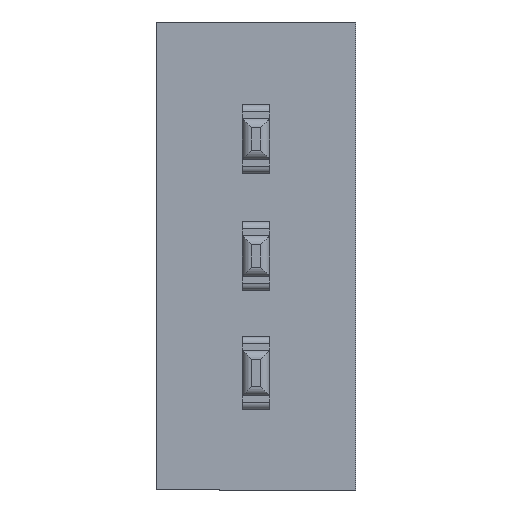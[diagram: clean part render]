
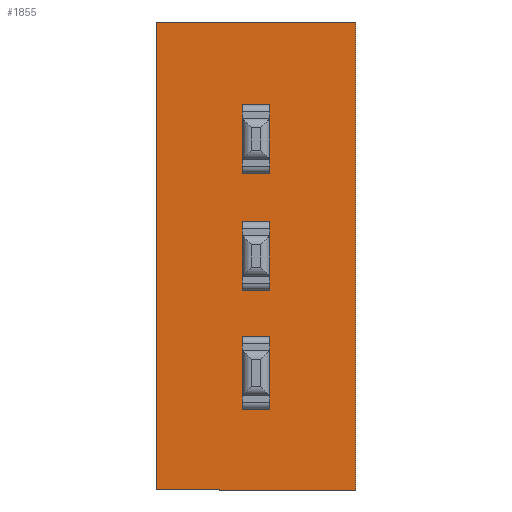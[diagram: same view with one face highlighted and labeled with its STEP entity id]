
A CAD part, front view. The second image highlights one B-rep face of the part: STEP entity #1855.
In plain terms, the highlighted planar face has unit normal (0, -1, 0).
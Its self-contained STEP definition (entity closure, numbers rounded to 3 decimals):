
#59=FACE_BOUND('',#607,.T.);
#60=FACE_BOUND('',#608,.T.);
#61=FACE_BOUND('',#609,.T.);
#65=LINE('',#2766,#264);
#127=LINE('',#3675,#326);
#128=LINE('',#3677,#327);
#129=LINE('',#3679,#328);
#130=LINE('',#3681,#329);
#131=LINE('',#3683,#330);
#132=LINE('',#3685,#331);
#133=LINE('',#3686,#332);
#134=LINE('',#3688,#333);
#135=LINE('',#3689,#334);
#136=LINE('',#3692,#335);
#137=LINE('',#3694,#336);
#138=LINE('',#3696,#337);
#139=LINE('',#3697,#338);
#140=LINE('',#3700,#339);
#141=LINE('',#3702,#340);
#142=LINE('',#3704,#341);
#143=LINE('',#3705,#342);
#144=LINE('',#3708,#343);
#145=LINE('',#3710,#344);
#146=LINE('',#3712,#345);
#147=LINE('',#3713,#346);
#264=VECTOR('',#2085,10.3);
#326=VECTOR('',#2181,1.393);
#327=VECTOR('',#2182,10.283);
#328=VECTOR('',#2183,0.003);
#329=VECTOR('',#2184,0.003);
#330=VECTOR('',#2185,1.39);
#331=VECTOR('',#2186,0.008);
#332=VECTOR('',#2187,3.);
#333=VECTOR('',#2188,3.);
#334=VECTOR('',#2189,0.007);
#335=VECTOR('',#2190,1.5);
#336=VECTOR('',#2191,0.6);
#337=VECTOR('',#2192,1.5);
#338=VECTOR('',#2193,0.6);
#339=VECTOR('',#2194,1.6);
#340=VECTOR('',#2195,0.6);
#341=VECTOR('',#2196,1.6);
#342=VECTOR('',#2197,0.6);
#343=VECTOR('',#2198,1.5);
#344=VECTOR('',#2199,0.6);
#345=VECTOR('',#2200,1.5);
#346=VECTOR('',#2201,0.6);
#509=FACE_OUTER_BOUND('',#606,.T.);
#606=EDGE_LOOP('',(#1297,#1298,#1299,#1300,#1301,#1302,#1303,#1304,#1305,
#1306));
#607=EDGE_LOOP('',(#1307,#1308,#1309,#1310));
#608=EDGE_LOOP('',(#1311,#1312,#1313,#1314));
#609=EDGE_LOOP('',(#1315,#1316,#1317,#1318));
#714=VERTEX_POINT('',#2763);
#715=VERTEX_POINT('',#2765);
#795=VERTEX_POINT('',#3673);
#796=VERTEX_POINT('',#3674);
#797=VERTEX_POINT('',#3676);
#798=VERTEX_POINT('',#3678);
#799=VERTEX_POINT('',#3680);
#800=VERTEX_POINT('',#3682);
#801=VERTEX_POINT('',#3684);
#802=VERTEX_POINT('',#3687);
#803=VERTEX_POINT('',#3690);
#804=VERTEX_POINT('',#3691);
#805=VERTEX_POINT('',#3693);
#806=VERTEX_POINT('',#3695);
#807=VERTEX_POINT('',#3698);
#808=VERTEX_POINT('',#3699);
#809=VERTEX_POINT('',#3701);
#810=VERTEX_POINT('',#3703);
#811=VERTEX_POINT('',#3706);
#812=VERTEX_POINT('',#3707);
#813=VERTEX_POINT('',#3709);
#814=VERTEX_POINT('',#3711);
#903=EDGE_CURVE('',#714,#715,#65,.T.);
#985=EDGE_CURVE('',#795,#796,#127,.T.);
#986=EDGE_CURVE('',#797,#795,#128,.T.);
#987=EDGE_CURVE('',#797,#798,#129,.T.);
#988=EDGE_CURVE('',#798,#799,#130,.T.);
#989=EDGE_CURVE('',#800,#799,#131,.T.);
#990=EDGE_CURVE('',#801,#800,#132,.T.);
#991=EDGE_CURVE('',#715,#801,#133,.T.);
#992=EDGE_CURVE('',#802,#714,#134,.T.);
#993=EDGE_CURVE('',#802,#796,#135,.T.);
#994=EDGE_CURVE('',#803,#804,#136,.T.);
#995=EDGE_CURVE('',#805,#803,#137,.T.);
#996=EDGE_CURVE('',#806,#805,#138,.T.);
#997=EDGE_CURVE('',#804,#806,#139,.T.);
#998=EDGE_CURVE('',#807,#808,#140,.T.);
#999=EDGE_CURVE('',#809,#807,#141,.T.);
#1000=EDGE_CURVE('',#810,#809,#142,.T.);
#1001=EDGE_CURVE('',#808,#810,#143,.T.);
#1002=EDGE_CURVE('',#811,#812,#144,.T.);
#1003=EDGE_CURVE('',#813,#811,#145,.T.);
#1004=EDGE_CURVE('',#814,#813,#146,.T.);
#1005=EDGE_CURVE('',#812,#814,#147,.T.);
#1297=ORIENTED_EDGE('',*,*,#985,.F.);
#1298=ORIENTED_EDGE('',*,*,#986,.F.);
#1299=ORIENTED_EDGE('',*,*,#987,.T.);
#1300=ORIENTED_EDGE('',*,*,#988,.T.);
#1301=ORIENTED_EDGE('',*,*,#989,.F.);
#1302=ORIENTED_EDGE('',*,*,#990,.F.);
#1303=ORIENTED_EDGE('',*,*,#991,.F.);
#1304=ORIENTED_EDGE('',*,*,#903,.F.);
#1305=ORIENTED_EDGE('',*,*,#992,.F.);
#1306=ORIENTED_EDGE('',*,*,#993,.T.);
#1307=ORIENTED_EDGE('',*,*,#994,.F.);
#1308=ORIENTED_EDGE('',*,*,#995,.F.);
#1309=ORIENTED_EDGE('',*,*,#996,.F.);
#1310=ORIENTED_EDGE('',*,*,#997,.F.);
#1311=ORIENTED_EDGE('',*,*,#998,.F.);
#1312=ORIENTED_EDGE('',*,*,#999,.F.);
#1313=ORIENTED_EDGE('',*,*,#1000,.F.);
#1314=ORIENTED_EDGE('',*,*,#1001,.F.);
#1315=ORIENTED_EDGE('',*,*,#1002,.F.);
#1316=ORIENTED_EDGE('',*,*,#1003,.F.);
#1317=ORIENTED_EDGE('',*,*,#1004,.F.);
#1318=ORIENTED_EDGE('',*,*,#1005,.F.);
#1705=PLANE('',#1962);
#1855=ADVANCED_FACE('',(#509,#59,#60,#61),#1705,.F.);
#1962=AXIS2_PLACEMENT_3D('',#3672,#2179,#2180);
#2085=DIRECTION('',(0.,0.,-1.));
#2179=DIRECTION('center_axis',(0.,1.,0.));
#2180=DIRECTION('ref_axis',(0.,0.,1.));
#2181=DIRECTION('',(1.,0.,0.));
#2182=DIRECTION('',(0.,0.,1.));
#2183=DIRECTION('',(1.,0.,0.));
#2184=DIRECTION('',(0.,0.,-1.));
#2185=DIRECTION('',(-1.,0.,0.));
#2186=DIRECTION('',(0.,0.,1.));
#2187=DIRECTION('',(-1.,0.,0.));
#2188=DIRECTION('',(1.,0.,0.));
#2189=DIRECTION('',(0.,0.,-1.));
#2190=DIRECTION('',(0.,0.,-1.));
#2191=DIRECTION('',(-1.,0.,0.));
#2192=DIRECTION('',(0.,0.,1.));
#2193=DIRECTION('',(1.,0.,0.));
#2194=DIRECTION('',(0.,0.,-1.));
#2195=DIRECTION('',(-1.,0.,0.));
#2196=DIRECTION('',(0.,0.,1.));
#2197=DIRECTION('',(1.,0.,0.));
#2198=DIRECTION('',(0.,0.,-1.));
#2199=DIRECTION('',(-1.,0.,0.));
#2200=DIRECTION('',(0.,0.,1.));
#2201=DIRECTION('',(1.,0.,0.));
#2763=CARTESIAN_POINT('',(4.39,-7.6,5.15));
#2765=CARTESIAN_POINT('',(4.39,-7.6,-5.15));
#2766=CARTESIAN_POINT('',(4.39,-7.6,5.15));
#3672=CARTESIAN_POINT('Origin',(1.39,-7.6,5.14));
#3673=CARTESIAN_POINT('',(-0.003,-7.6,5.143));
#3674=CARTESIAN_POINT('',(1.39,-7.6,5.143));
#3675=CARTESIAN_POINT('',(-0.002,-7.6,5.143));
#3676=CARTESIAN_POINT('',(-0.003,-7.6,-5.14));
#3677=CARTESIAN_POINT('',(-0.003,-7.6,-5.14));
#3678=CARTESIAN_POINT('',(0.,-7.6,-5.14));
#3679=CARTESIAN_POINT('',(-0.003,-7.6,-5.14));
#3680=CARTESIAN_POINT('',(0.,-7.6,-5.143));
#3681=CARTESIAN_POINT('',(0.,-7.6,-5.14));
#3682=CARTESIAN_POINT('',(1.39,-7.6,-5.143));
#3683=CARTESIAN_POINT('',(1.39,-7.6,-5.143));
#3684=CARTESIAN_POINT('',(1.39,-7.6,-5.15));
#3685=CARTESIAN_POINT('',(1.39,-7.6,-5.15));
#3686=CARTESIAN_POINT('',(4.39,-7.6,-5.15));
#3687=CARTESIAN_POINT('',(1.39,-7.6,5.15));
#3688=CARTESIAN_POINT('',(1.39,-7.6,5.15));
#3689=CARTESIAN_POINT('',(1.39,-7.6,5.15));
#3690=CARTESIAN_POINT('',(1.895,-7.6,0.75));
#3691=CARTESIAN_POINT('',(1.895,-7.6,-0.75));
#3692=CARTESIAN_POINT('',(1.895,-7.6,0.75));
#3693=CARTESIAN_POINT('',(2.495,-7.6,0.75));
#3694=CARTESIAN_POINT('',(2.495,-7.6,0.75));
#3695=CARTESIAN_POINT('',(2.495,-7.6,-0.75));
#3696=CARTESIAN_POINT('',(2.495,-7.6,-0.75));
#3697=CARTESIAN_POINT('',(1.895,-7.6,-0.75));
#3698=CARTESIAN_POINT('',(1.895,-7.6,-1.775));
#3699=CARTESIAN_POINT('',(1.895,-7.6,-3.375));
#3700=CARTESIAN_POINT('',(1.895,-7.6,-1.775));
#3701=CARTESIAN_POINT('',(2.495,-7.6,-1.775));
#3702=CARTESIAN_POINT('',(2.495,-7.6,-1.775));
#3703=CARTESIAN_POINT('',(2.495,-7.6,-3.375));
#3704=CARTESIAN_POINT('',(2.495,-7.6,-3.375));
#3705=CARTESIAN_POINT('',(1.895,-7.6,-3.375));
#3706=CARTESIAN_POINT('',(1.895,-7.6,3.325));
#3707=CARTESIAN_POINT('',(1.895,-7.6,1.825));
#3708=CARTESIAN_POINT('',(1.895,-7.6,3.325));
#3709=CARTESIAN_POINT('',(2.495,-7.6,3.325));
#3710=CARTESIAN_POINT('',(2.495,-7.6,3.325));
#3711=CARTESIAN_POINT('',(2.495,-7.6,1.825));
#3712=CARTESIAN_POINT('',(2.495,-7.6,1.825));
#3713=CARTESIAN_POINT('',(1.895,-7.6,1.825));
